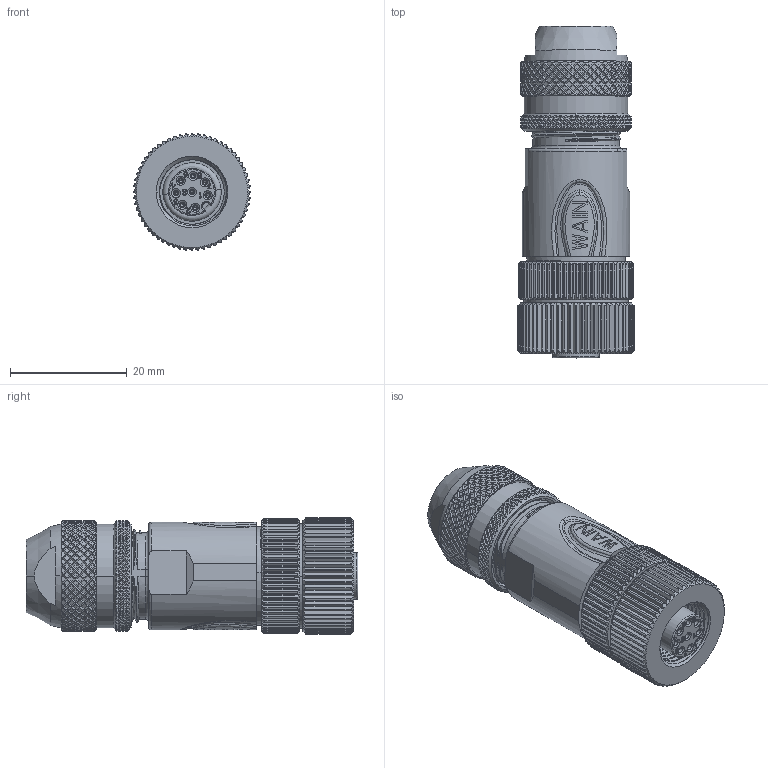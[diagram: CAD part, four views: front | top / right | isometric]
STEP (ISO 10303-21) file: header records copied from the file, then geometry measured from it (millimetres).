
FILE_DESCRIPTION((''),'2;1');
FILE_NAME('3D_M12-FST08A-T-D8-SH_3SP_V1_0','2023-12-28T',('lian.chen'),(''),'PRO/ENGINEER BY PARAMETRIC TECHNOLOGY CORPORATION, 2012480','PRO/ENGINEER BY PARAMETRIC TECHNOLOGY CORPORATION, 2012480','');
FILE_SCHEMA(('CONFIG_CONTROL_DESIGN'));
Length unit declared in the file: inch
Products named in the file (1): 3D_M12-FST08A-T-D8-SH_3SP_V1_0
Bounding box: 20 x 56.9 x 20 mm (x, y, z)
Volume: 10166.5 mm3; surface area: 8872.1 mm2
Topology: 1 solids, 1 shells, 5820 faces, 13938 edges, 8166 vertices
Faces by surface type: bspline 2926, cylinder 1349, plane 976, cone 391, extrusion 116, torus 52, sphere 10
Entity records: 250355 total; most frequent: CARTESIAN_POINT 143112, ORIENTED_EDGE 27792, EDGE_CURVE 13896, DIRECTION 12263, B_SPLINE_CURVE_WITH_KNOTS 9292, VERTEX_POINT 8166, EDGE_LOOP 5914, FACE_OUTER_BOUND 5820
